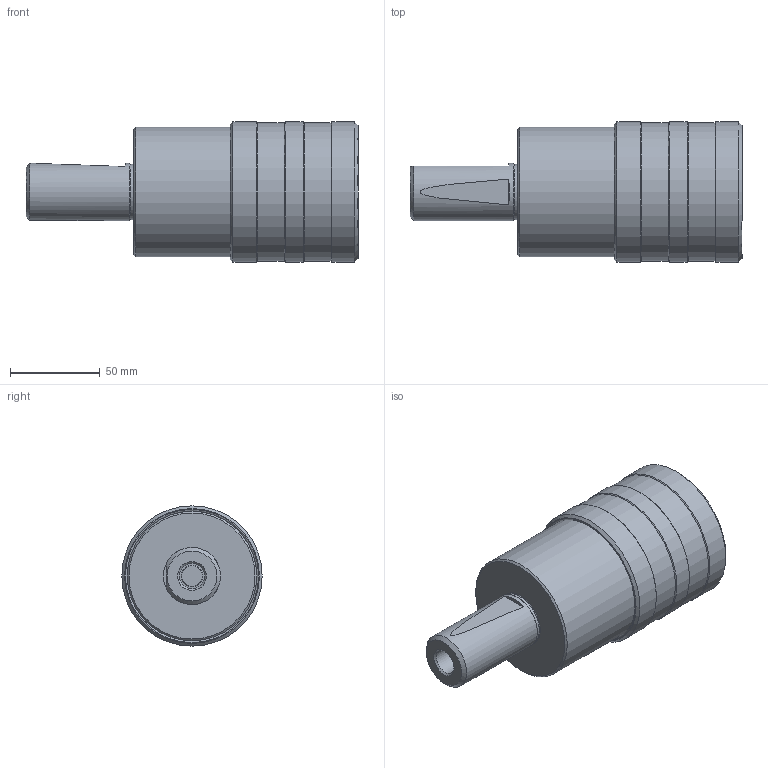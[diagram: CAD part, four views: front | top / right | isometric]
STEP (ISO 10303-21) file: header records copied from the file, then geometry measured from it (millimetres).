
FILE_DESCRIPTION(/* description */ (''),/* implementation_level */ '2;1');
FILE_NAME(/* name */ 'S125-TC3-0504.stp',/* time_stamp */ '2019-07-25T15:33:54-05:00',/* author */ ('ldfli'),/* organization */ (''),/* preprocessor_version */ 'ST-DEVELOPER v18',/* originating_system */ 'Autodesk Inventor LT',/* authorisation */ '');
FILE_SCHEMA (('AUTOMOTIVE_DESIGN { 1 0 10303 214 3 1 1 }'));
Length unit declared in the file: millimetre
Products named in the file (1): S125-TC3-0504
Bounding box: 184.55 x 78 x 78 mm (x, y, z)
Volume: 399012.8 mm3; surface area: 86194.8 mm2
Topology: 1 solids, 6 shells, 134 faces, 381 edges, 266 vertices
Faces by surface type: plane 46, cylinder 45, cone 36, torus 7
Full cylindrical faces by diameter (mm): 6.5 x1, 6.9 x1, 8 x2, 8.5 x1, 10 x2, 12 x1, 13.8 x1, 14 x4, 18.7 x1, 19 x1, 19.2 x1, 28 x1, 30.75 x1, 31.75 x1, 48 x1, 48.25 x1, 56.6 x1, 57 x2, 61 x2, 61.6 x1, 69 x1, 72 x2, 77 x2, 78 x3
Entity records: 4614 total; most frequent: DIRECTION 877, CARTESIAN_POINT 823, ORIENTED_EDGE 760, EDGE_CURVE 380, AXIS2_PLACEMENT_3D 379, VERTEX_POINT 266, CIRCLE 242, EDGE_LOOP 158
